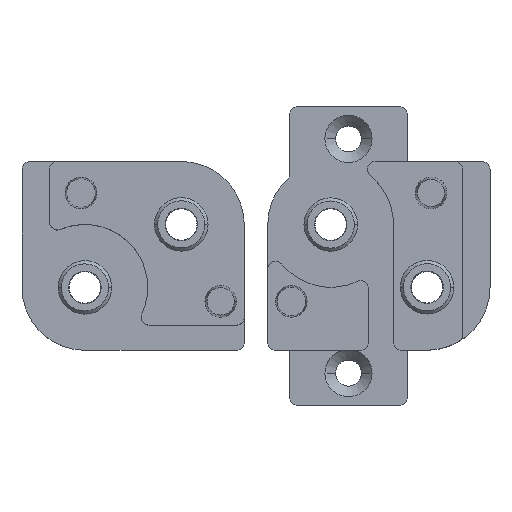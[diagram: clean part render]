
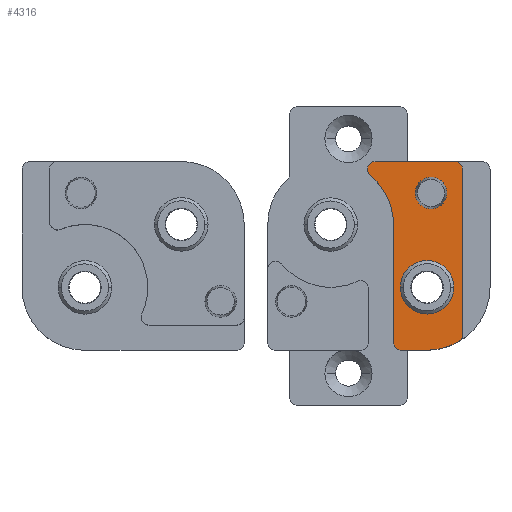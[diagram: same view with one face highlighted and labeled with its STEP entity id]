
A CAD part, top view. The second image highlights one B-rep face of the part: STEP entity #4316.
In plain terms, the highlighted planar face has unit normal (0, 0, 1).
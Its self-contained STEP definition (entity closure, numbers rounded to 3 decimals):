
#66 = FACE_BOUND ( 'NONE', #4546, .T. ) ;
#76 = CIRCLE ( 'NONE', #1440, 1. ) ;
#86 = ORIENTED_EDGE ( 'NONE', *, *, #1289, .T. ) ;
#221 = CARTESIAN_POINT ( 'NONE',  ( -0.476, 12., 13. ) ) ;
#427 = ORIENTED_EDGE ( 'NONE', *, *, #1734, .T. ) ;
#448 = VERTEX_POINT ( 'NONE', #4084 ) ;
#477 = DIRECTION ( 'NONE',  ( 1., 0., 0. ) ) ;
#518 = CIRCLE ( 'NONE', #1472, 1. ) ;
#537 = DIRECTION ( 'NONE',  ( 0., 0., 1. ) ) ;
#657 = CARTESIAN_POINT ( 'NONE',  ( 9.633, 12., 13. ) ) ;
#738 = ORIENTED_EDGE ( 'NONE', *, *, #2423, .F. ) ;
#790 = ORIENTED_EDGE ( 'NONE', *, *, #2030, .F. ) ;
#907 = CARTESIAN_POINT ( 'NONE',  ( 6.132, -12., 13. ) ) ;
#917 = CARTESIAN_POINT ( 'NONE',  ( -0.476, 11., 13. ) ) ;
#934 = CARTESIAN_POINT ( 'NONE',  ( -1.104, 10.222, 13. ) ) ;
#1018 = VERTEX_POINT ( 'NONE', #657 ) ;
#1046 = DIRECTION ( 'NONE',  ( 1., 0., 0. ) ) ;
#1057 = DIRECTION ( 'NONE',  ( 0., 0., 1. ) ) ;
#1072 = CARTESIAN_POINT ( 'NONE',  ( 6.633, 8., 13. ) ) ;
#1074 = DIRECTION ( 'NONE',  ( 0., 0., -1. ) ) ;
#1096 = CIRCLE ( 'NONE', #1590, 1. ) ;
#1146 = DIRECTION ( 'NONE',  ( 0., -1., 0. ) ) ;
#1177 = DIRECTION ( 'NONE',  ( 1., 0., 0. ) ) ;
#1207 = CARTESIAN_POINT ( 'NONE',  ( 6.132, -4., 13. ) ) ;
#1210 = EDGE_CURVE ( 'NONE', #3075, #5787, #5724, .T. ) ;
#1215 = ORIENTED_EDGE ( 'NONE', *, *, #1986, .T. ) ;
#1289 = EDGE_CURVE ( 'NONE', #2259, #1943, #3121, .T. ) ;
#1320 = EDGE_CURVE ( 'NONE', #5498, #3353, #4130, .T. ) ;
#1323 = CIRCLE ( 'NONE', #1957, 2. ) ;
#1397 = CARTESIAN_POINT ( 'NONE',  ( 4.633, 8., 13. ) ) ;
#1405 = DIRECTION ( 'NONE',  ( 1., 0., 0. ) ) ;
#1422 = DIRECTION ( 'NONE',  ( 0., 0., 1. ) ) ;
#1440 = AXIS2_PLACEMENT_3D ( 'NONE', #2363, #2379, #3040 ) ;
#1443 = CARTESIAN_POINT ( 'NONE',  ( 9.633, 11., 13. ) ) ;
#1472 = AXIS2_PLACEMENT_3D ( 'NONE', #1443, #1422, #1405 ) ;
#1529 = CARTESIAN_POINT ( 'NONE',  ( 0., -12., 13. ) ) ;
#1534 = AXIS2_PLACEMENT_3D ( 'NONE', #4552, #4213, #4190 ) ;
#1588 = EDGE_CURVE ( 'NONE', #2769, #1018, #4913, .T. ) ;
#1590 = AXIS2_PLACEMENT_3D ( 'NONE', #917, #1771, #477 ) ;
#1734 = EDGE_CURVE ( 'NONE', #4137, #5787, #3995, .T. ) ;
#1771 = DIRECTION ( 'NONE',  ( 0., 0., 1. ) ) ;
#1831 = ORIENTED_EDGE ( 'NONE', *, *, #3049, .F. ) ;
#1887 = LINE ( 'NONE', #1529, #4039 ) ;
#1889 = CARTESIAN_POINT ( 'NONE',  ( 1.868, 4., 13. ) ) ;
#1934 = ORIENTED_EDGE ( 'NONE', *, *, #3320, .F. ) ;
#1943 = VERTEX_POINT ( 'NONE', #5317 ) ;
#1948 = DIRECTION ( 'NONE',  ( 1., 0., 0. ) ) ;
#1957 = AXIS2_PLACEMENT_3D ( 'NONE', #3378, #4797, #2718 ) ;
#1958 = DIRECTION ( 'NONE',  ( 0., 0., -1. ) ) ;
#1970 = AXIS2_PLACEMENT_3D ( 'NONE', #5529, #3029, #2864 ) ;
#1973 = CARTESIAN_POINT ( 'NONE',  ( 6.132, -4., 13. ) ) ;
#1982 = CARTESIAN_POINT ( 'NONE',  ( 0., 12., 13. ) ) ;
#1986 = EDGE_CURVE ( 'NONE', #1943, #2259, #4883, .T. ) ;
#2000 = DIRECTION ( 'NONE',  ( 1., 0., 0. ) ) ;
#2030 = EDGE_CURVE ( 'NONE', #3505, #3561, #3515, .T. ) ;
#2103 = CIRCLE ( 'NONE', #1534, 8. ) ;
#2259 = VERTEX_POINT ( 'NONE', #4963 ) ;
#2329 = VERTEX_POINT ( 'NONE', #4307 ) ;
#2363 = CARTESIAN_POINT ( 'NONE',  ( -0.476, 11., 13. ) ) ;
#2379 = DIRECTION ( 'NONE',  ( 0., 0., 1. ) ) ;
#2423 = EDGE_CURVE ( 'NONE', #5743, #3366, #1887, .T. ) ;
#2466 = EDGE_LOOP ( 'NONE', ( #3374, #2989, #4203, #2527, #3688, #427, #3345, #5257, #738, #1934, #4685 ) ) ;
#2527 = ORIENTED_EDGE ( 'NONE', *, *, #3298, .T. ) ;
#2706 = LINE ( 'NONE', #4916, #4618 ) ;
#2718 = DIRECTION ( 'NONE',  ( 1., 0., 0. ) ) ;
#2769 = VERTEX_POINT ( 'NONE', #221 ) ;
#2776 = AXIS2_PLACEMENT_3D ( 'NONE', #1072, #1057, #1046 ) ;
#2802 = AXIS2_PLACEMENT_3D ( 'NONE', #1973, #1958, #1948 ) ;
#2864 = DIRECTION ( 'NONE',  ( 1., 0., 0. ) ) ;
#2881 = CARTESIAN_POINT ( 'NONE',  ( 2.868, -12., 13. ) ) ;
#2886 = EDGE_CURVE ( 'NONE', #2329, #3353, #2706, .T. ) ;
#2950 = CARTESIAN_POINT ( 'NONE',  ( 10.633, -10.062, 13. ) ) ;
#2989 = ORIENTED_EDGE ( 'NONE', *, *, #3379, .T. ) ;
#3029 = DIRECTION ( 'NONE',  ( 0., 0., 1. ) ) ;
#3036 = EDGE_CURVE ( 'NONE', #3075, #3366, #3691, .T. ) ;
#3040 = DIRECTION ( 'NONE',  ( 1., 0., 0. ) ) ;
#3049 = EDGE_CURVE ( 'NONE', #3561, #3505, #1323, .T. ) ;
#3075 = VERTEX_POINT ( 'NONE', #4903 ) ;
#3090 = AXIS2_PLACEMENT_3D ( 'NONE', #5191, #5038, #5235 ) ;
#3121 = CIRCLE ( 'NONE', #3545, 3.4 ) ;
#3298 = EDGE_CURVE ( 'NONE', #2769, #448, #1096, .T. ) ;
#3320 = EDGE_CURVE ( 'NONE', #5498, #5743, #2103, .T. ) ;
#3345 = ORIENTED_EDGE ( 'NONE', *, *, #1210, .F. ) ;
#3353 = VERTEX_POINT ( 'NONE', #2950 ) ;
#3366 = VERTEX_POINT ( 'NONE', #2881 ) ;
#3374 = ORIENTED_EDGE ( 'NONE', *, *, #2886, .F. ) ;
#3378 = CARTESIAN_POINT ( 'NONE',  ( 6.633, 8., 13. ) ) ;
#3379 = EDGE_CURVE ( 'NONE', #2329, #1018, #518, .T. ) ;
#3388 = PLANE ( 'NONE',  #5398 ) ;
#3411 = EDGE_CURVE ( 'NONE', #448, #4137, #76, .T. ) ;
#3505 = VERTEX_POINT ( 'NONE', #3841 ) ;
#3515 = CIRCLE ( 'NONE', #2776, 2. ) ;
#3531 = AXIS2_PLACEMENT_3D ( 'NONE', #5750, #5725, #5714 ) ;
#3545 = AXIS2_PLACEMENT_3D ( 'NONE', #1207, #1074, #1177 ) ;
#3561 = VERTEX_POINT ( 'NONE', #1397 ) ;
#3688 = ORIENTED_EDGE ( 'NONE', *, *, #3411, .T. ) ;
#3691 = CIRCLE ( 'NONE', #1970, 1. ) ;
#3794 = DIRECTION ( 'NONE',  ( -1., 0., 0. ) ) ;
#3815 = DIRECTION ( 'NONE',  ( 1., 0., 0. ) ) ;
#3841 = CARTESIAN_POINT ( 'NONE',  ( 8.633, 8., 13. ) ) ;
#3995 = CIRCLE ( 'NONE', #3090, 8. ) ;
#4039 = VECTOR ( 'NONE', #3794, 1000. ) ;
#4084 = CARTESIAN_POINT ( 'NONE',  ( -1.476, 11., 13. ) ) ;
#4130 = CIRCLE ( 'NONE', #3531, 1. ) ;
#4137 = VERTEX_POINT ( 'NONE', #934 ) ;
#4190 = DIRECTION ( 'NONE',  ( 1., 0., 0. ) ) ;
#4203 = ORIENTED_EDGE ( 'NONE', *, *, #1588, .F. ) ;
#4213 = DIRECTION ( 'NONE',  ( 0., 0., -1. ) ) ;
#4307 = CARTESIAN_POINT ( 'NONE',  ( 10.633, 11., 13. ) ) ;
#4316 = ADVANCED_FACE ( 'NONE', ( #66, #5069, #4926 ), #3388, .T. ) ;
#4546 = EDGE_LOOP ( 'NONE', ( #1215, #86 ) ) ;
#4552 = CARTESIAN_POINT ( 'NONE',  ( 6.132, -4., 13. ) ) ;
#4618 = VECTOR ( 'NONE', #1146, 1000. ) ;
#4663 = VECTOR ( 'NONE', #4910, 1000. ) ;
#4685 = ORIENTED_EDGE ( 'NONE', *, *, #1320, .T. ) ;
#4797 = DIRECTION ( 'NONE',  ( 0., 0., 1. ) ) ;
#4883 = CIRCLE ( 'NONE', #2802, 3.4 ) ;
#4903 = CARTESIAN_POINT ( 'NONE',  ( 1.868, -11., 13. ) ) ;
#4910 = DIRECTION ( 'NONE',  ( 0., 1., 0. ) ) ;
#4913 = LINE ( 'NONE', #1982, #5180 ) ;
#4916 = CARTESIAN_POINT ( 'NONE',  ( 10.633, 12., 13. ) ) ;
#4926 = FACE_OUTER_BOUND ( 'NONE', #2466, .T. ) ;
#4963 = CARTESIAN_POINT ( 'NONE',  ( 9.533, -4., 13. ) ) ;
#5031 = CARTESIAN_POINT ( 'NONE',  ( 1.868, 4., 13. ) ) ;
#5038 = DIRECTION ( 'NONE',  ( 0., 0., -1. ) ) ;
#5069 = FACE_BOUND ( 'NONE', #5362, .T. ) ;
#5180 = VECTOR ( 'NONE', #2000, 1000. ) ;
#5191 = CARTESIAN_POINT ( 'NONE',  ( -6.133, 4., 13. ) ) ;
#5235 = DIRECTION ( 'NONE',  ( 1., 0., 0. ) ) ;
#5257 = ORIENTED_EDGE ( 'NONE', *, *, #3036, .T. ) ;
#5317 = CARTESIAN_POINT ( 'NONE',  ( 2.732, -4., 13. ) ) ;
#5362 = EDGE_LOOP ( 'NONE', ( #790, #1831 ) ) ;
#5398 = AXIS2_PLACEMENT_3D ( 'NONE', #5467, #537, #3815 ) ;
#5467 = CARTESIAN_POINT ( 'NONE',  ( 0., 0., 13. ) ) ;
#5498 = VERTEX_POINT ( 'NONE', #5711 ) ;
#5529 = CARTESIAN_POINT ( 'NONE',  ( 2.868, -11., 13. ) ) ;
#5711 = CARTESIAN_POINT ( 'NONE',  ( 10.133, -10.928, 13. ) ) ;
#5714 = DIRECTION ( 'NONE',  ( 1., 0., 0. ) ) ;
#5724 = LINE ( 'NONE', #5031, #4663 ) ;
#5725 = DIRECTION ( 'NONE',  ( 0., 0., 1. ) ) ;
#5743 = VERTEX_POINT ( 'NONE', #907 ) ;
#5750 = CARTESIAN_POINT ( 'NONE',  ( 9.633, -10.062, 13. ) ) ;
#5787 = VERTEX_POINT ( 'NONE', #1889 ) ;
